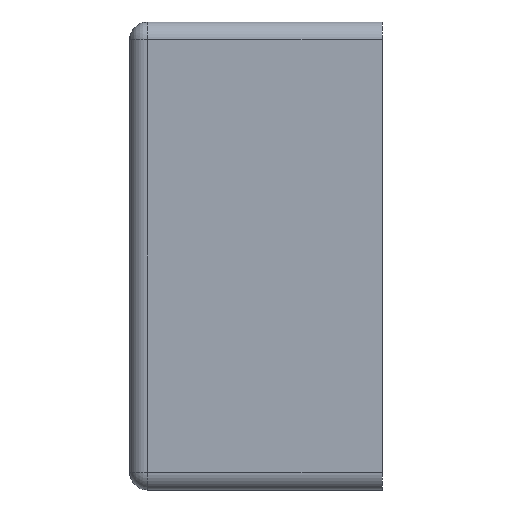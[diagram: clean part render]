
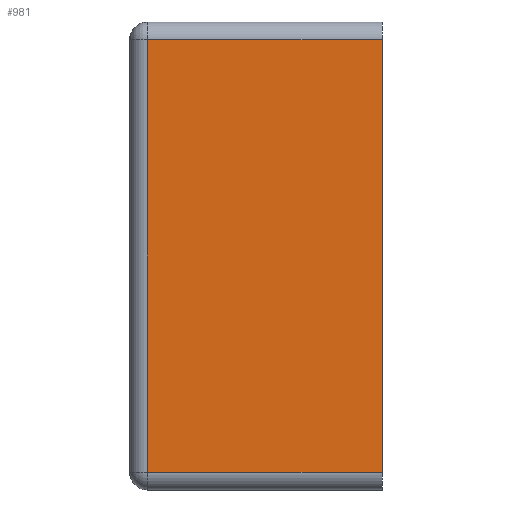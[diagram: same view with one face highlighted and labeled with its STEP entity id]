
A CAD part, left-side view. The second image highlights one B-rep face of the part: STEP entity #981.
In plain terms, the highlighted planar face has unit normal (-1, 0, 0).
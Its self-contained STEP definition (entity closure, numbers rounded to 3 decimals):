
#85 = VERTEX_POINT ( 'NONE', #902 ) ;
#107 = ORIENTED_EDGE ( 'NONE', *, *, #923, .F. ) ;
#117 = LINE ( 'NONE', #1487, #525 ) ;
#135 = ORIENTED_EDGE ( 'NONE', *, *, #464, .T. ) ;
#154 = FACE_OUTER_BOUND ( 'NONE', #1381, .T. ) ;
#170 = VECTOR ( 'NONE', #1560, 1000. ) ;
#265 = EDGE_CURVE ( 'NONE', #1366, #428, #1217, .T. ) ;
#316 = CARTESIAN_POINT ( 'NONE',  ( -44., 2.5, -24.4 ) ) ;
#369 = DIRECTION ( 'NONE',  ( 0., 0., -1. ) ) ;
#400 = VECTOR ( 'NONE', #1091, 1000. ) ;
#428 = VERTEX_POINT ( 'NONE', #664 ) ;
#430 = DIRECTION ( 'NONE',  ( 0., 0., -1. ) ) ;
#464 = EDGE_CURVE ( 'NONE', #514, #85, #1455, .T. ) ;
#481 = CARTESIAN_POINT ( 'NONE',  ( -44., 4.5, 24.4 ) ) ;
#514 = VERTEX_POINT ( 'NONE', #316 ) ;
#525 = VECTOR ( 'NONE', #369, 1000. ) ;
#664 = CARTESIAN_POINT ( 'NONE',  ( -44., 2.5, 24.4 ) ) ;
#710 = EDGE_CURVE ( 'NONE', #428, #514, #117, .T. ) ;
#804 = AXIS2_PLACEMENT_3D ( 'NONE', #1025, #1159, #1403 ) ;
#902 = CARTESIAN_POINT ( 'NONE',  ( -44., -24., -24.4 ) ) ;
#907 = LINE ( 'NONE', #1307, #1081 ) ;
#923 = EDGE_CURVE ( 'NONE', #1366, #85, #907, .T. ) ;
#981 = ADVANCED_FACE ( 'NONE', ( #154 ), #1176, .F. ) ;
#1025 = CARTESIAN_POINT ( 'NONE',  ( -44., 4.5, -26.4 ) ) ;
#1081 = VECTOR ( 'NONE', #430, 1000. ) ;
#1091 = DIRECTION ( 'NONE',  ( 0., 1., 0. ) ) ;
#1159 = DIRECTION ( 'NONE',  ( 1., 0., 0. ) ) ;
#1176 = PLANE ( 'NONE',  #804 ) ;
#1217 = LINE ( 'NONE', #481, #400 ) ;
#1307 = CARTESIAN_POINT ( 'NONE',  ( -44., -24., 26.4 ) ) ;
#1316 = CARTESIAN_POINT ( 'NONE',  ( -44., -24., 24.4 ) ) ;
#1366 = VERTEX_POINT ( 'NONE', #1316 ) ;
#1381 = EDGE_LOOP ( 'NONE', ( #1582, #135, #107, #1466 ) ) ;
#1403 = DIRECTION ( 'NONE',  ( 0., 0., -1. ) ) ;
#1455 = LINE ( 'NONE', #1568, #170 ) ;
#1466 = ORIENTED_EDGE ( 'NONE', *, *, #265, .T. ) ;
#1487 = CARTESIAN_POINT ( 'NONE',  ( -44., 2.5, -26.4 ) ) ;
#1560 = DIRECTION ( 'NONE',  ( 0., -1., 0. ) ) ;
#1568 = CARTESIAN_POINT ( 'NONE',  ( -44., 4.5, -24.4 ) ) ;
#1582 = ORIENTED_EDGE ( 'NONE', *, *, #710, .T. ) ;
